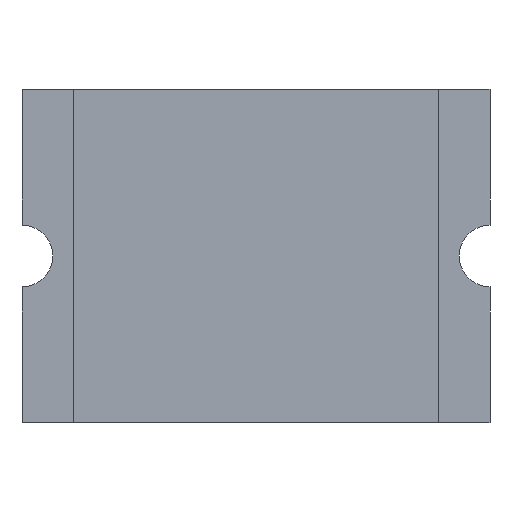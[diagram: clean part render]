
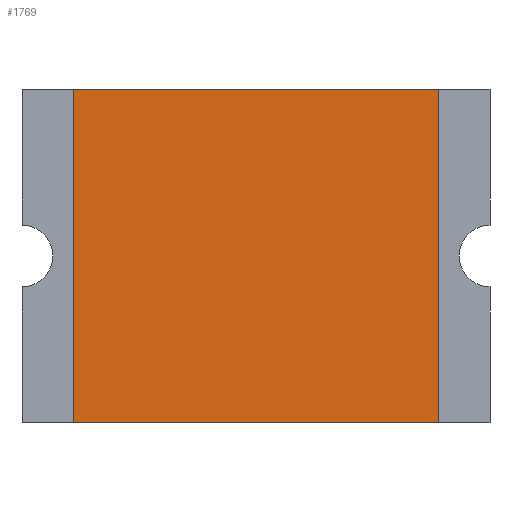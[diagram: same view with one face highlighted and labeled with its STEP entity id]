
A CAD part, front view. The second image highlights one B-rep face of the part: STEP entity #1769.
In plain terms, the highlighted planar face has unit normal (0, -1, 0).
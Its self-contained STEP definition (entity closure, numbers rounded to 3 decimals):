
#165=FACE_OUTER_BOUND('',#265,.T.);
#265=EDGE_LOOP('',(#1175,#1176,#1177,#1178));
#369=LINE('',#2249,#547);
#370=LINE('',#2251,#548);
#371=LINE('',#2253,#549);
#372=LINE('',#2254,#550);
#547=VECTOR('',#1949,10.);
#548=VECTOR('',#1950,10.);
#549=VECTOR('',#1951,10.);
#550=VECTOR('',#1952,10.);
#725=VERTEX_POINT('',#2247);
#726=VERTEX_POINT('',#2248);
#727=VERTEX_POINT('',#2250);
#728=VERTEX_POINT('',#2252);
#905=EDGE_CURVE('',#725,#726,#369,.T.);
#906=EDGE_CURVE('',#727,#726,#370,.T.);
#907=EDGE_CURVE('',#727,#728,#371,.T.);
#908=EDGE_CURVE('',#725,#728,#372,.T.);
#1175=ORIENTED_EDGE('',*,*,#905,.T.);
#1176=ORIENTED_EDGE('',*,*,#906,.F.);
#1177=ORIENTED_EDGE('',*,*,#907,.T.);
#1178=ORIENTED_EDGE('',*,*,#908,.F.);
#1715=PLANE('',#1885);
#1769=ADVANCED_FACE('',(#165),#1715,.F.);
#1885=AXIS2_PLACEMENT_3D('',#2246,#1947,#1948);
#1947=DIRECTION('center_axis',(0.,1.,0.));
#1948=DIRECTION('ref_axis',(1.,0.,0.));
#1949=DIRECTION('',(0.,0.,-1.));
#1950=DIRECTION('',(-1.,0.,0.));
#1951=DIRECTION('',(0.,0.,1.));
#1952=DIRECTION('',(1.,0.,0.));
#2246=CARTESIAN_POINT('Origin',(0.,0.,0.));
#2247=CARTESIAN_POINT('',(-1.775,0.,1.62));
#2248=CARTESIAN_POINT('',(-1.775,0.,-1.62));
#2249=CARTESIAN_POINT('',(-1.775,0.,0.81));
#2250=CARTESIAN_POINT('',(1.775,0.,-1.62));
#2251=CARTESIAN_POINT('',(2.275,0.,-1.62));
#2252=CARTESIAN_POINT('',(1.775,0.,1.62));
#2253=CARTESIAN_POINT('',(1.775,0.,-0.81));
#2254=CARTESIAN_POINT('',(-2.275,0.,1.62));
